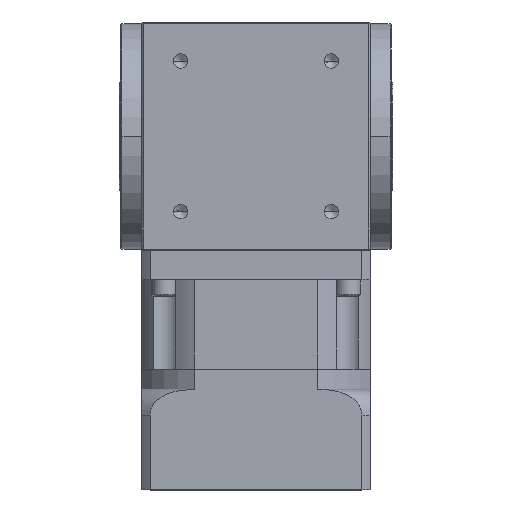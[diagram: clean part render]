
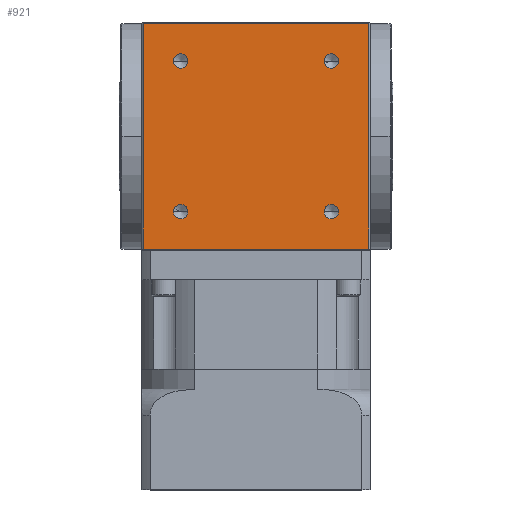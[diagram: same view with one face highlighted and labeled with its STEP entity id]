
A CAD part, top view. The second image highlights one B-rep face of the part: STEP entity #921.
In plain terms, the highlighted planar face has unit normal (0, 0, 1).
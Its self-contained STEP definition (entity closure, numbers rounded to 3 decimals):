
#217 = EDGE_CURVE ( 'NONE', #2487, #19002, #12890, .T. ) ;
#423 = EDGE_CURVE ( 'NONE', #19366, #10122, #11301, .T. ) ;
#718 = CARTESIAN_POINT ( 'NONE',  ( -79.478, 72.478, 110. ) ) ;
#921 = ADVANCED_FACE ( 'NONE', ( #7515, #7484, #4364, #25850, #4332 ), #15871, .T. ) ;
#1397 = EDGE_CURVE ( 'NONE', #19303, #23272, #4728, .T. ) ;
#1854 = VERTEX_POINT ( 'NONE', #20957 ) ;
#2487 = VERTEX_POINT ( 'NONE', #25553 ) ;
#2505 = EDGE_CURVE ( 'NONE', #23272, #14046, #26536, .T. ) ;
#2656 = EDGE_CURVE ( 'NONE', #14046, #1854, #25827, .T. ) ;
#2708 = CARTESIAN_POINT ( 'NONE',  ( 72.478, 72.478, 110. ) ) ;
#3067 = DIRECTION ( 'NONE',  ( 0., 1., 0. ) ) ;
#3617 = CARTESIAN_POINT ( 'NONE',  ( 108.5, 0., 110. ) ) ;
#3790 = EDGE_CURVE ( 'NONE', #1854, #19303, #17939, .T. ) ;
#4332 = FACE_OUTER_BOUND ( 'NONE', #24043, .T. ) ;
#4364 = FACE_BOUND ( 'NONE', #23697, .T. ) ;
#4436 = AXIS2_PLACEMENT_3D ( 'NONE', #27733, #27559, #27091 ) ;
#4728 = LINE ( 'NONE', #5555, #4955 ) ;
#4955 = VECTOR ( 'NONE', #5345, 1000. ) ;
#5017 = DIRECTION ( 'NONE',  ( 1., 0., 0. ) ) ;
#5345 = DIRECTION ( 'NONE',  ( -1., 0., 0. ) ) ;
#5555 = CARTESIAN_POINT ( 'NONE',  ( 0., 108.5, 110. ) ) ;
#6786 = ORIENTED_EDGE ( 'NONE', *, *, #27985, .F. ) ;
#6863 = ORIENTED_EDGE ( 'NONE', *, *, #8163, .F. ) ;
#7120 = ORIENTED_EDGE ( 'NONE', *, *, #28031, .F. ) ;
#7169 = ORIENTED_EDGE ( 'NONE', *, *, #9907, .F. ) ;
#7332 = ORIENTED_EDGE ( 'NONE', *, *, #217, .F. ) ;
#7467 = ORIENTED_EDGE ( 'NONE', *, *, #11595, .F. ) ;
#7484 = FACE_BOUND ( 'NONE', #25977, .T. ) ;
#7515 = FACE_BOUND ( 'NONE', #24647, .T. ) ;
#7547 = ORIENTED_EDGE ( 'NONE', *, *, #423, .F. ) ;
#7644 = ORIENTED_EDGE ( 'NONE', *, *, #13103, .F. ) ;
#7732 = ORIENTED_EDGE ( 'NONE', *, *, #1397, .T. ) ;
#7775 = ORIENTED_EDGE ( 'NONE', *, *, #2505, .T. ) ;
#7925 = CARTESIAN_POINT ( 'NONE',  ( -79.478, -72.478, 110. ) ) ;
#7999 = ORIENTED_EDGE ( 'NONE', *, *, #2656, .T. ) ;
#8163 = EDGE_CURVE ( 'NONE', #12818, #26973, #13039, .T. ) ;
#8233 = ORIENTED_EDGE ( 'NONE', *, *, #3790, .T. ) ;
#8792 = DIRECTION ( 'NONE',  ( 1., 0., 0. ) ) ;
#8896 = DIRECTION ( 'NONE',  ( 0., 0., 1. ) ) ;
#8927 = CARTESIAN_POINT ( 'NONE',  ( -72.478, -72.478, 110. ) ) ;
#9882 = VERTEX_POINT ( 'NONE', #13253 ) ;
#9907 = EDGE_CURVE ( 'NONE', #9882, #20475, #27822, .T. ) ;
#9984 = AXIS2_PLACEMENT_3D ( 'NONE', #10532, #10503, #10471 ) ;
#10122 = VERTEX_POINT ( 'NONE', #7925 ) ;
#10471 = DIRECTION ( 'NONE',  ( 1., 0., 0. ) ) ;
#10503 = DIRECTION ( 'NONE',  ( 0., 0., 1. ) ) ;
#10532 = CARTESIAN_POINT ( 'NONE',  ( 72.478, 72.478, 110. ) ) ;
#10742 = DIRECTION ( 'NONE',  ( 0., 0., 1. ) ) ;
#11105 = DIRECTION ( 'NONE',  ( 0., 0., 1. ) ) ;
#11164 = AXIS2_PLACEMENT_3D ( 'NONE', #11605, #27131, #13913 ) ;
#11301 = CIRCLE ( 'NONE', #13809, 7. ) ;
#11595 = EDGE_CURVE ( 'NONE', #19002, #2487, #22477, .T. ) ;
#11605 = CARTESIAN_POINT ( 'NONE',  ( -72.478, 72.478, 110. ) ) ;
#12503 = CARTESIAN_POINT ( 'NONE',  ( 79.478, 72.478, 110. ) ) ;
#12818 = VERTEX_POINT ( 'NONE', #718 ) ;
#12890 = CIRCLE ( 'NONE', #19955, 7. ) ;
#13038 = AXIS2_PLACEMENT_3D ( 'NONE', #24465, #11105, #26658 ) ;
#13039 = CIRCLE ( 'NONE', #4436, 7. ) ;
#13103 = EDGE_CURVE ( 'NONE', #10122, #19366, #26952, .T. ) ;
#13253 = CARTESIAN_POINT ( 'NONE',  ( 65.478, 72.478, 110. ) ) ;
#13809 = AXIS2_PLACEMENT_3D ( 'NONE', #8927, #8896, #8792 ) ;
#13913 = DIRECTION ( 'NONE',  ( 1., 0., 0. ) ) ;
#13944 = DIRECTION ( 'NONE',  ( 1., 0., 0. ) ) ;
#14014 = DIRECTION ( 'NONE',  ( 0., 0., 1. ) ) ;
#14046 = VERTEX_POINT ( 'NONE', #24908 ) ;
#14050 = CARTESIAN_POINT ( 'NONE',  ( 0., 0., 110. ) ) ;
#14775 = DIRECTION ( 'NONE',  ( 1., 0., 0. ) ) ;
#14804 = CARTESIAN_POINT ( 'NONE',  ( 72.478, -72.478, 110. ) ) ;
#15871 = PLANE ( 'NONE',  #27777 ) ;
#16781 = CARTESIAN_POINT ( 'NONE',  ( 108.5, 108.5, 110. ) ) ;
#17479 = VECTOR ( 'NONE', #25483, 1000. ) ;
#17862 = VECTOR ( 'NONE', #3067, 1000. ) ;
#17939 = LINE ( 'NONE', #3617, #17862 ) ;
#18629 = DIRECTION ( 'NONE',  ( 0., 0., 1. ) ) ;
#18763 = AXIS2_PLACEMENT_3D ( 'NONE', #2708, #18629, #5017 ) ;
#19002 = VERTEX_POINT ( 'NONE', #19964 ) ;
#19303 = VERTEX_POINT ( 'NONE', #16781 ) ;
#19366 = VERTEX_POINT ( 'NONE', #21335 ) ;
#19656 = AXIS2_PLACEMENT_3D ( 'NONE', #24109, #10742, #26322 ) ;
#19955 = AXIS2_PLACEMENT_3D ( 'NONE', #14804, #24405, #14775 ) ;
#19964 = CARTESIAN_POINT ( 'NONE',  ( 65.478, -72.478, 110. ) ) ;
#20475 = VERTEX_POINT ( 'NONE', #12503 ) ;
#20957 = CARTESIAN_POINT ( 'NONE',  ( 108.5, -108.5, 110. ) ) ;
#21335 = CARTESIAN_POINT ( 'NONE',  ( -65.478, -72.478, 110. ) ) ;
#21613 = CARTESIAN_POINT ( 'NONE',  ( -108.5, 108.5, 110. ) ) ;
#22477 = CIRCLE ( 'NONE', #13038, 7. ) ;
#22671 = DIRECTION ( 'NONE',  ( 1., 0., 0. ) ) ;
#22695 = CARTESIAN_POINT ( 'NONE',  ( 0., -108.5, 110. ) ) ;
#23074 = CIRCLE ( 'NONE', #18763, 7. ) ;
#23272 = VERTEX_POINT ( 'NONE', #21613 ) ;
#23697 = EDGE_LOOP ( 'NONE', ( #7332, #7467 ) ) ;
#24043 = EDGE_LOOP ( 'NONE', ( #7732, #7775, #7999, #8233 ) ) ;
#24109 = CARTESIAN_POINT ( 'NONE',  ( -72.478, -72.478, 110. ) ) ;
#24335 = EDGE_LOOP ( 'NONE', ( #7547, #7644 ) ) ;
#24405 = DIRECTION ( 'NONE',  ( 0., 0., 1. ) ) ;
#24465 = CARTESIAN_POINT ( 'NONE',  ( 72.478, -72.478, 110. ) ) ;
#24647 = EDGE_LOOP ( 'NONE', ( #6786, #6863 ) ) ;
#24908 = CARTESIAN_POINT ( 'NONE',  ( -108.5, -108.5, 110. ) ) ;
#25483 = DIRECTION ( 'NONE',  ( 0., -1., 0. ) ) ;
#25553 = CARTESIAN_POINT ( 'NONE',  ( 79.478, -72.478, 110. ) ) ;
#25609 = CARTESIAN_POINT ( 'NONE',  ( -108.5, 0., 110. ) ) ;
#25771 = VECTOR ( 'NONE', #22671, 1000. ) ;
#25827 = LINE ( 'NONE', #22695, #25771 ) ;
#25850 = FACE_BOUND ( 'NONE', #24335, .T. ) ;
#25977 = EDGE_LOOP ( 'NONE', ( #7120, #7169 ) ) ;
#26322 = DIRECTION ( 'NONE',  ( 1., 0., 0. ) ) ;
#26526 = CIRCLE ( 'NONE', #11164, 7. ) ;
#26536 = LINE ( 'NONE', #25609, #17479 ) ;
#26658 = DIRECTION ( 'NONE',  ( 1., 0., 0. ) ) ;
#26952 = CIRCLE ( 'NONE', #19656, 7. ) ;
#26973 = VERTEX_POINT ( 'NONE', #27002 ) ;
#27002 = CARTESIAN_POINT ( 'NONE',  ( -65.478, 72.478, 110. ) ) ;
#27091 = DIRECTION ( 'NONE',  ( 1., 0., 0. ) ) ;
#27131 = DIRECTION ( 'NONE',  ( 0., 0., 1. ) ) ;
#27559 = DIRECTION ( 'NONE',  ( 0., 0., 1. ) ) ;
#27733 = CARTESIAN_POINT ( 'NONE',  ( -72.478, 72.478, 110. ) ) ;
#27777 = AXIS2_PLACEMENT_3D ( 'NONE', #14050, #14014, #13944 ) ;
#27822 = CIRCLE ( 'NONE', #9984, 7. ) ;
#27985 = EDGE_CURVE ( 'NONE', #26973, #12818, #26526, .T. ) ;
#28031 = EDGE_CURVE ( 'NONE', #20475, #9882, #23074, .T. ) ;
